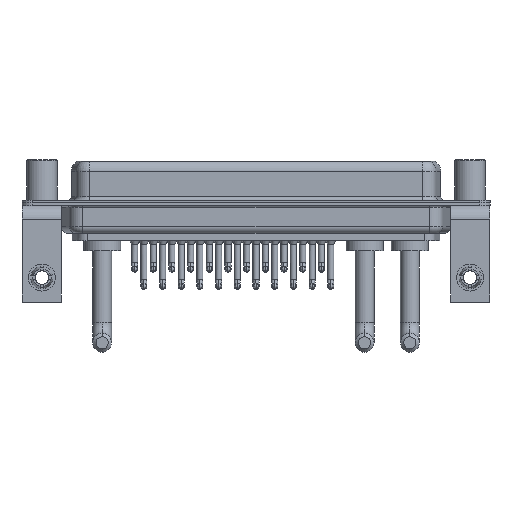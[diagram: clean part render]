
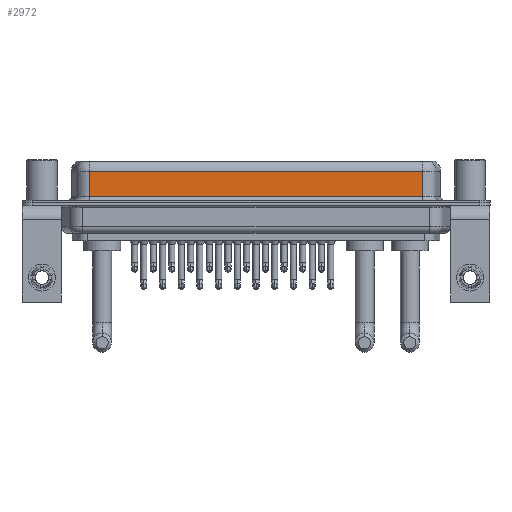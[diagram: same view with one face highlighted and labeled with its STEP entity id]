
A CAD part, front view. The second image highlights one B-rep face of the part: STEP entity #2972.
In plain terms, the highlighted planar face has unit normal (0, -1, 0).
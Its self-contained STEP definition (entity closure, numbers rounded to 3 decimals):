
#103 = CARTESIAN_POINT ( 'NONE',  ( 7.038, -3.95, 4.65 ) ) ;
#2127 = EDGE_CURVE ( 'NONE', #21155, #4300, #17271, .T. ) ;
#2346 = DIRECTION ( 'NONE',  ( 0., 0., -1. ) ) ;
#2873 = ORIENTED_EDGE ( 'NONE', *, *, #3016, .F. ) ;
#2972 = ADVANCED_FACE ( 'NONE', ( #4334 ), #12814, .F. ) ;
#3016 = EDGE_CURVE ( 'NONE', #15431, #24619, #27921, .T. ) ;
#3474 = VECTOR ( 'NONE', #9822, 1000. ) ;
#4300 = VERTEX_POINT ( 'NONE', #14670 ) ;
#4334 = FACE_OUTER_BOUND ( 'NONE', #25045, .T. ) ;
#4566 = LINE ( 'NONE', #18993, #23049 ) ;
#4685 = CARTESIAN_POINT ( 'NONE',  ( 7.038, -3.95, 6.4 ) ) ;
#6028 = ORIENTED_EDGE ( 'NONE', *, *, #25695, .T. ) ;
#6445 = DIRECTION ( 'NONE',  ( 0., 0., 1. ) ) ;
#7651 = EDGE_CURVE ( 'NONE', #4300, #24619, #4566, .T. ) ;
#9215 = DIRECTION ( 'NONE',  ( 0., 0., -1. ) ) ;
#9822 = DIRECTION ( 'NONE',  ( -1., 0., 0. ) ) ;
#12814 = PLANE ( 'NONE',  #12962 ) ;
#12957 = DIRECTION ( 'NONE',  ( 0., 1., 0. ) ) ;
#12962 = AXIS2_PLACEMENT_3D ( 'NONE', #21430, #12957, #6445 ) ;
#13278 = CARTESIAN_POINT ( 'NONE',  ( 56.462, -3.95, 4.65 ) ) ;
#14670 = CARTESIAN_POINT ( 'NONE',  ( 7.038, -3.95, 0.9 ) ) ;
#15431 = VERTEX_POINT ( 'NONE', #13278 ) ;
#16451 = CARTESIAN_POINT ( 'NONE',  ( 56.462, -3.95, 4.65 ) ) ;
#17271 = LINE ( 'NONE', #4685, #18705 ) ;
#18705 = VECTOR ( 'NONE', #9215, 1000. ) ;
#18810 = ORIENTED_EDGE ( 'NONE', *, *, #2127, .T. ) ;
#18993 = CARTESIAN_POINT ( 'NONE',  ( 56.462, -3.95, 0.9 ) ) ;
#20213 = CARTESIAN_POINT ( 'NONE',  ( 56.462, -3.95, 0.9 ) ) ;
#21155 = VERTEX_POINT ( 'NONE', #103 ) ;
#21430 = CARTESIAN_POINT ( 'NONE',  ( 56.462, -3.95, 6.4 ) ) ;
#22374 = ORIENTED_EDGE ( 'NONE', *, *, #7651, .T. ) ;
#23049 = VECTOR ( 'NONE', #27597, 1000. ) ;
#24619 = VERTEX_POINT ( 'NONE', #20213 ) ;
#25045 = EDGE_LOOP ( 'NONE', ( #2873, #6028, #18810, #22374 ) ) ;
#25695 = EDGE_CURVE ( 'NONE', #15431, #21155, #27600, .T. ) ;
#26232 = CARTESIAN_POINT ( 'NONE',  ( 56.462, -3.95, 6.4 ) ) ;
#27365 = VECTOR ( 'NONE', #2346, 1000. ) ;
#27597 = DIRECTION ( 'NONE',  ( 1., 0., 0. ) ) ;
#27600 = LINE ( 'NONE', #16451, #3474 ) ;
#27921 = LINE ( 'NONE', #26232, #27365 ) ;
